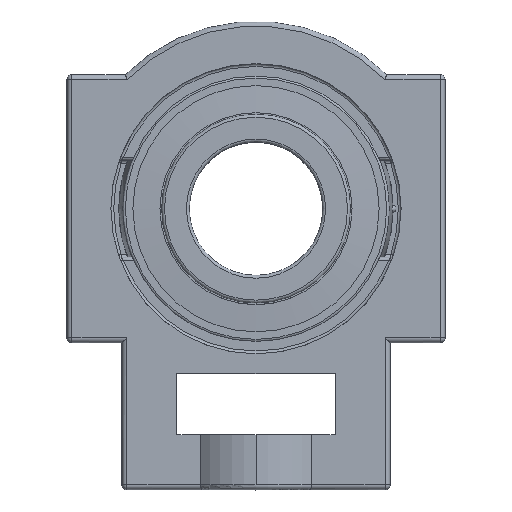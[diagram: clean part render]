
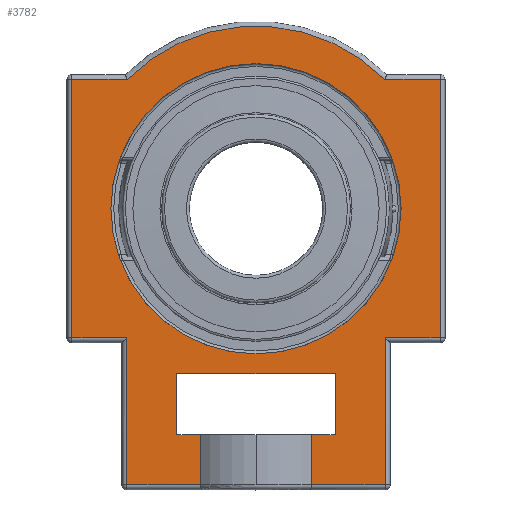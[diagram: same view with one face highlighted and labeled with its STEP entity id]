
A CAD part, top view. The second image highlights one B-rep face of the part: STEP entity #3782.
In plain terms, the highlighted planar face has unit normal (0, 0, 1).
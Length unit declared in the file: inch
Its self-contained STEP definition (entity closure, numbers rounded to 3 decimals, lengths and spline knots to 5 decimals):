
#2084=CARTESIAN_POINT('',(-0.,-1.76848,0.68898));
#2085=VERTEX_POINT('',#2084);
#2092=CARTESIAN_POINT('',(0.,0.,0.68898));
#2093=DIRECTION('',(0.,0.,-1.));
#2094=DIRECTION('',(0.,1.,0.));
#2095=AXIS2_PLACEMENT_3D('',#2092,#2093,#2094);
#2096=CIRCLE('',#2095,1.76848);
#2097=EDGE_CURVE('',#2085,#2085,#2096,.T.);
#2181=CARTESIAN_POINT('',(-2.24409,1.5748,0.68898));
#2182=VERTEX_POINT('',#2181);
#2207=CARTESIAN_POINT('',(2.24409,1.5748,0.68898));
#2208=VERTEX_POINT('',#2207);
#2251=CARTESIAN_POINT('',(-2.24409,-1.5748,0.68898));
#2252=VERTEX_POINT('',#2251);
#2277=CARTESIAN_POINT('',(2.24409,-1.5748,0.68898));
#2278=VERTEX_POINT('',#2277);
#2319=CARTESIAN_POINT('',(1.5748,-1.5748,0.68898));
#2320=VERTEX_POINT('',#2319);
#2321=CARTESIAN_POINT('',(1.1747,-1.5748,0.68898));
#2322=DIRECTION('',(-1.,0.,0.));
#2323=VECTOR('',#2322,0.2635);
#2324=LINE('',#2321,#2323);
#2325=EDGE_CURVE('',#2278,#2320,#2324,.T.);
#2342=CARTESIAN_POINT('',(-1.5748,-3.36614,0.68898));
#2343=VERTEX_POINT('',#2342);
#2377=CARTESIAN_POINT('',(1.5748,-3.36614,0.68898));
#2378=VERTEX_POINT('',#2377);
#3147=CARTESIAN_POINT('',(0.67506,-3.36614,0.68898));
#3148=VERTEX_POINT('',#3147);
#3149=CARTESIAN_POINT('',(0.06679,-3.36614,0.68898));
#3150=DIRECTION('',(-1.,0.,0.));
#3151=VECTOR('',#3150,0.35423);
#3152=LINE('',#3149,#3151);
#3153=EDGE_CURVE('',#2378,#3148,#3152,.T.);
#3180=CARTESIAN_POINT('',(1.5748,-1.63481,0.68898));
#3181=DIRECTION('',(0.,-1.,0.));
#3182=VECTOR('',#3181,0.70525);
#3183=LINE('',#3180,#3182);
#3184=EDGE_CURVE('',#2320,#2378,#3183,.T.);
#3235=CARTESIAN_POINT('',(-1.5748,-1.5748,0.68898));
#3236=VERTEX_POINT('',#3235);
#3237=CARTESIAN_POINT('',(-1.5748,-2.34006,0.68898));
#3238=DIRECTION('',(0.,1.,0.));
#3239=VECTOR('',#3238,0.70525);
#3240=LINE('',#3237,#3239);
#3241=EDGE_CURVE('',#2343,#3236,#3240,.T.);
#3258=CARTESIAN_POINT('',(-0.67506,-3.36614,0.68898));
#3259=VERTEX_POINT('',#3258);
#3260=CARTESIAN_POINT('',(-0.81898,-3.36614,0.68898));
#3261=DIRECTION('',(-1.,0.,0.));
#3262=VECTOR('',#3261,0.35423);
#3263=LINE('',#3260,#3262);
#3264=EDGE_CURVE('',#3259,#2343,#3263,.T.);
#3333=CARTESIAN_POINT('',(-1.52231,-1.5748,0.68898));
#3334=DIRECTION('',(-1.,0.,0.));
#3335=VECTOR('',#3334,0.2635);
#3336=LINE('',#3333,#3335);
#3337=EDGE_CURVE('',#3236,#2252,#3336,.T.);
#3395=CARTESIAN_POINT('',(2.24409,0.37202,0.68898));
#3396=DIRECTION('',(0.,-1.,0.));
#3397=VECTOR('',#3396,1.24);
#3398=LINE('',#3395,#3397);
#3399=EDGE_CURVE('',#2208,#2278,#3398,.T.);
#3449=CARTESIAN_POINT('',(-2.24409,-0.86798,0.68898));
#3450=DIRECTION('',(0.,1.,0.));
#3451=VECTOR('',#3450,1.24);
#3452=LINE('',#3449,#3451);
#3453=EDGE_CURVE('',#2252,#2182,#3452,.T.);
#3495=CARTESIAN_POINT('',(1.57098,1.5748,0.68898));
#3496=VERTEX_POINT('',#3495);
#3497=CARTESIAN_POINT('',(0.90384,1.5748,0.68898));
#3498=DIRECTION('',(1.,0.,-0.));
#3499=VECTOR('',#3498,0.265);
#3500=LINE('',#3497,#3499);
#3501=EDGE_CURVE('',#3496,#2208,#3500,.T.);
#3578=CARTESIAN_POINT('',(-1.57098,1.5748,0.68898));
#3579=VERTEX_POINT('',#3578);
#3580=CARTESIAN_POINT('',(-1.77995,1.5748,0.68898));
#3581=DIRECTION('',(1.,0.,-0.));
#3582=VECTOR('',#3581,0.265);
#3583=LINE('',#3580,#3582);
#3584=EDGE_CURVE('',#2182,#3579,#3583,.T.);
#3611=CARTESIAN_POINT('',(0.,0.,0.68898));
#3612=DIRECTION('',(0.,0.,-1.));
#3613=DIRECTION('',(0.,1.,0.));
#3614=AXIS2_PLACEMENT_3D('',#3611,#3612,#3613);
#3615=CIRCLE('',#3614,2.22441);
#3616=EDGE_CURVE('',#3579,#3496,#3615,.T.);
#3707=CARTESIAN_POINT('',(-1.00794,-0.81801,0.68898));
#3708=DIRECTION('',(0.,0.,1.));
#3709=DIRECTION('',(1.,0.,0.));
#3710=AXIS2_PLACEMENT_3D('',#3707,#3708,#3709);
#3711=PLANE('',#3710);
#3712=ORIENTED_EDGE('',*,*,#3153,.F.);
#3713=ORIENTED_EDGE('',*,*,#3184,.F.);
#3714=ORIENTED_EDGE('',*,*,#2325,.F.);
#3715=ORIENTED_EDGE('',*,*,#3399,.F.);
#3716=ORIENTED_EDGE('',*,*,#3501,.F.);
#3717=ORIENTED_EDGE('',*,*,#3616,.F.);
#3718=ORIENTED_EDGE('',*,*,#3584,.F.);
#3719=ORIENTED_EDGE('',*,*,#3453,.F.);
#3720=ORIENTED_EDGE('',*,*,#3337,.F.);
#3721=ORIENTED_EDGE('',*,*,#3241,.F.);
#3722=ORIENTED_EDGE('',*,*,#3264,.F.);
#3723=CARTESIAN_POINT('',(-0.67506,-2.75591,0.68898));
#3724=VERTEX_POINT('',#3723);
#3725=CARTESIAN_POINT('',(-0.67506,-3.19905,0.68898));
#3726=DIRECTION('',(0.,1.,0.));
#3727=VECTOR('',#3726,0.24025);
#3728=LINE('',#3725,#3727);
#3729=EDGE_CURVE('',#3259,#3724,#3728,.T.);
#3730=ORIENTED_EDGE('',*,*,#3729,.T.);
#3731=CARTESIAN_POINT('',(-0.96457,-2.75591,0.68898));
#3732=VERTEX_POINT('',#3731);
#3733=CARTESIAN_POINT('',(-0.96457,-2.75591,0.68898));
#3734=DIRECTION('',(1.,0.,-0.));
#3735=VECTOR('',#3734,0.11398);
#3736=LINE('',#3733,#3735);
#3737=EDGE_CURVE('',#3732,#3724,#3736,.T.);
#3738=ORIENTED_EDGE('',*,*,#3737,.F.);
#3739=CARTESIAN_POINT('',(-0.96457,-2.00787,0.68898));
#3740=VERTEX_POINT('',#3739);
#3741=CARTESIAN_POINT('',(-0.96457,-2.00787,0.68898));
#3742=DIRECTION('',(0.,-1.,0.));
#3743=VECTOR('',#3742,0.2945);
#3744=LINE('',#3741,#3743);
#3745=EDGE_CURVE('',#3740,#3732,#3744,.T.);
#3746=ORIENTED_EDGE('',*,*,#3745,.F.);
#3747=CARTESIAN_POINT('',(0.96457,-2.00787,0.68898));
#3748=VERTEX_POINT('',#3747);
#3749=CARTESIAN_POINT('',(0.37975,-2.00787,0.68898));
#3750=DIRECTION('',(-1.,0.,0.));
#3751=VECTOR('',#3750,0.7595);
#3752=LINE('',#3749,#3751);
#3753=EDGE_CURVE('',#3748,#3740,#3752,.T.);
#3754=ORIENTED_EDGE('',*,*,#3753,.F.);
#3755=CARTESIAN_POINT('',(0.96457,-2.75591,0.68898));
#3756=VERTEX_POINT('',#3755);
#3757=CARTESIAN_POINT('',(0.96457,-2.30237,0.68898));
#3758=DIRECTION('',(0.,1.,0.));
#3759=VECTOR('',#3758,0.2945);
#3760=LINE('',#3757,#3759);
#3761=EDGE_CURVE('',#3756,#3748,#3760,.T.);
#3762=ORIENTED_EDGE('',*,*,#3761,.F.);
#3763=CARTESIAN_POINT('',(0.67506,-2.75591,0.68898));
#3764=VERTEX_POINT('',#3763);
#3765=CARTESIAN_POINT('',(-0.31905,-2.75591,0.68898));
#3766=DIRECTION('',(1.,0.,-0.));
#3767=VECTOR('',#3766,0.11398);
#3768=LINE('',#3765,#3767);
#3769=EDGE_CURVE('',#3764,#3756,#3768,.T.);
#3770=ORIENTED_EDGE('',*,*,#3769,.F.);
#3771=CARTESIAN_POINT('',(0.67506,-2.9588,0.68898));
#3772=DIRECTION('',(0.,-1.,0.));
#3773=VECTOR('',#3772,0.24025);
#3774=LINE('',#3771,#3773);
#3775=EDGE_CURVE('',#3764,#3148,#3774,.T.);
#3776=ORIENTED_EDGE('',*,*,#3775,.T.);
#3777=EDGE_LOOP('',(#3712,#3713,#3714,#3715,#3716,#3717,#3718,#3719,#3720,#3721,#3722,#3730,#3738,#3746,#3754,#3762,#3770,#3776));
#3778=FACE_BOUND('',#3777,.T.);
#3779=ORIENTED_EDGE('',*,*,#2097,.T.);
#3780=EDGE_LOOP('',(#3779));
#3781=FACE_BOUND('',#3780,.T.);
#3782=ADVANCED_FACE('',(#3778,#3781),#3711,.T.);
